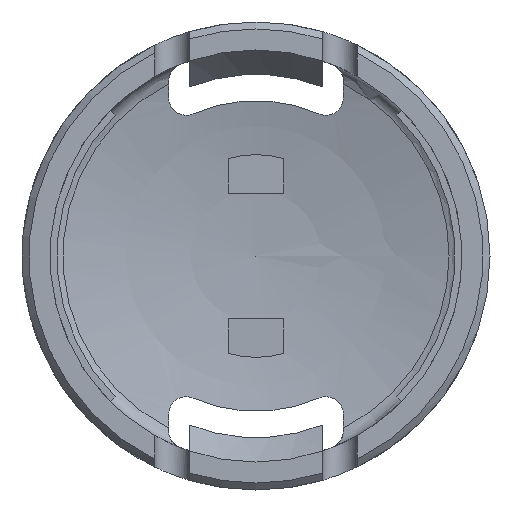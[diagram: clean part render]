
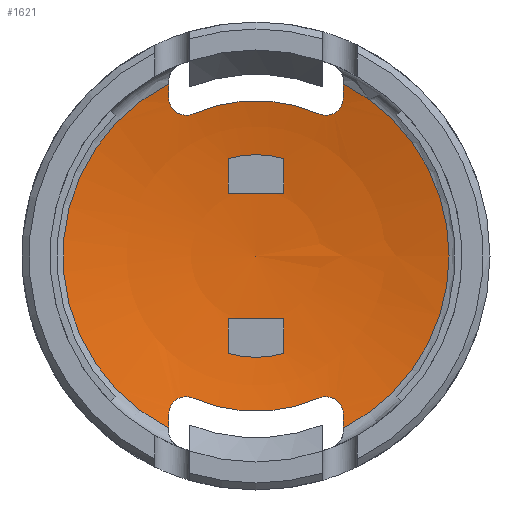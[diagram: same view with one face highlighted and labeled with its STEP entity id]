
A CAD part, front view. The second image highlights one B-rep face of the part: STEP entity #1621.
In plain terms, the highlighted spherical face has radius 21.7 mm.
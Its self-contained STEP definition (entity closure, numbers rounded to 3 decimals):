
#252=B_SPLINE_CURVE_WITH_KNOTS('',3,(#2171,#2172,#2173,#2174,#2175),
 .UNSPECIFIED.,.F.,.F.,(4,1,4),(0.,0.001,
0.001),.UNSPECIFIED.);
#253=B_SPLINE_CURVE_WITH_KNOTS('',3,(#2179,#2180,#2181,#2182,#2183),
 .UNSPECIFIED.,.F.,.F.,(4,1,4),(0.,0.001,
0.001),.UNSPECIFIED.);
#254=B_SPLINE_CURVE_WITH_KNOTS('',3,(#2191,#2192,#2193,#2194,#2195),
 .UNSPECIFIED.,.F.,.F.,(4,1,4),(0.,0.001,
0.001),.UNSPECIFIED.);
#255=B_SPLINE_CURVE_WITH_KNOTS('',3,(#2199,#2200,#2201,#2202,#2203),
 .UNSPECIFIED.,.F.,.F.,(4,1,4),(0.,0.001,
0.001),.UNSPECIFIED.);
#292=ORIENTED_EDGE('',*,*,#656,.F.);
#293=ORIENTED_EDGE('',*,*,#657,.F.);
#294=ORIENTED_EDGE('',*,*,#658,.T.);
#295=ORIENTED_EDGE('',*,*,#659,.F.);
#296=ORIENTED_EDGE('',*,*,#660,.F.);
#297=ORIENTED_EDGE('',*,*,#661,.F.);
#298=ORIENTED_EDGE('',*,*,#662,.F.);
#299=ORIENTED_EDGE('',*,*,#663,.T.);
#300=ORIENTED_EDGE('',*,*,#664,.F.);
#301=ORIENTED_EDGE('',*,*,#665,.T.);
#302=ORIENTED_EDGE('',*,*,#666,.F.);
#303=ORIENTED_EDGE('',*,*,#667,.F.);
#304=ORIENTED_EDGE('',*,*,#668,.T.);
#305=ORIENTED_EDGE('',*,*,#669,.F.);
#306=ORIENTED_EDGE('',*,*,#670,.F.);
#307=ORIENTED_EDGE('',*,*,#671,.T.);
#308=ORIENTED_EDGE('',*,*,#672,.F.);
#309=ORIENTED_EDGE('',*,*,#673,.F.);
#310=ORIENTED_EDGE('',*,*,#674,.T.);
#311=ORIENTED_EDGE('',*,*,#675,.F.);
#656=EDGE_CURVE('',#838,#839,#960,.T.);
#657=EDGE_CURVE('',#840,#838,#961,.F.);
#658=EDGE_CURVE('',#840,#841,#962,.F.);
#659=EDGE_CURVE('',#839,#841,#963,.F.);
#660=EDGE_CURVE('',#842,#843,#964,.F.);
#661=EDGE_CURVE('',#844,#842,#965,.T.);
#662=EDGE_CURVE('',#845,#844,#966,.F.);
#663=EDGE_CURVE('',#845,#843,#967,.F.);
#664=EDGE_CURVE('',#846,#847,#968,.F.);
#665=EDGE_CURVE('',#846,#848,#969,.T.);
#666=EDGE_CURVE('',#849,#848,#970,.F.);
#667=EDGE_CURVE('',#850,#849,#252,.T.);
#668=EDGE_CURVE('',#850,#851,#971,.T.);
#669=EDGE_CURVE('',#852,#851,#253,.T.);
#670=EDGE_CURVE('',#853,#852,#972,.F.);
#671=EDGE_CURVE('',#853,#854,#973,.T.);
#672=EDGE_CURVE('',#855,#854,#974,.F.);
#673=EDGE_CURVE('',#856,#855,#254,.T.);
#674=EDGE_CURVE('',#856,#857,#975,.T.);
#675=EDGE_CURVE('',#847,#857,#255,.T.);
#838=VERTEX_POINT('',#2149);
#839=VERTEX_POINT('',#2150);
#840=VERTEX_POINT('',#2152);
#841=VERTEX_POINT('',#2154);
#842=VERTEX_POINT('',#2157);
#843=VERTEX_POINT('',#2158);
#844=VERTEX_POINT('',#2160);
#845=VERTEX_POINT('',#2162);
#846=VERTEX_POINT('',#2165);
#847=VERTEX_POINT('',#2166);
#848=VERTEX_POINT('',#2168);
#849=VERTEX_POINT('',#2170);
#850=VERTEX_POINT('',#2176);
#851=VERTEX_POINT('',#2178);
#852=VERTEX_POINT('',#2184);
#853=VERTEX_POINT('',#2186);
#854=VERTEX_POINT('',#2188);
#855=VERTEX_POINT('',#2190);
#856=VERTEX_POINT('',#2196);
#857=VERTEX_POINT('',#2198);
#960=CIRCLE('',#1692,2.9);
#961=CIRCLE('',#1693,21.685);
#962=CIRCLE('',#1694,2.081);
#963=CIRCLE('',#1695,21.685);
#964=CIRCLE('',#1696,21.685);
#965=CIRCLE('',#1697,2.9);
#966=CIRCLE('',#1698,21.685);
#967=CIRCLE('',#1699,2.081);
#968=CIRCLE('',#1700,21.556);
#969=CIRCLE('',#1701,5.527);
#970=CIRCLE('',#1702,21.556);
#971=CIRCLE('',#1703,4.45);
#972=CIRCLE('',#1704,21.556);
#973=CIRCLE('',#1705,5.527);
#974=CIRCLE('',#1706,21.556);
#975=CIRCLE('',#1707,4.45);
#1018=EDGE_LOOP('',(#292,#293,#294,#295));
#1019=EDGE_LOOP('',(#296,#297,#298,#299));
#1020=EDGE_LOOP('',(#300,#301,#302,#303,#304,#305,#306,#307,#308,#309,#310,
#311));
#1090=FACE_BOUND('',#1018,.T.);
#1091=FACE_BOUND('',#1019,.T.);
#1092=FACE_BOUND('',#1020,.T.);
#1162=SPHERICAL_SURFACE('',#1691,21.7);
#1621=ADVANCED_FACE('',(#1090,#1091,#1092),#1162,.F.);
#1691=AXIS2_PLACEMENT_3D('',#2147,#1816,#1817);
#1692=AXIS2_PLACEMENT_3D('',#2148,#1818,#1819);
#1693=AXIS2_PLACEMENT_3D('',#2151,#1820,#1821);
#1694=AXIS2_PLACEMENT_3D('',#2153,#1822,#1823);
#1695=AXIS2_PLACEMENT_3D('',#2155,#1824,#1825);
#1696=AXIS2_PLACEMENT_3D('',#2156,#1826,#1827);
#1697=AXIS2_PLACEMENT_3D('',#2159,#1828,#1829);
#1698=AXIS2_PLACEMENT_3D('',#2161,#1830,#1831);
#1699=AXIS2_PLACEMENT_3D('',#2163,#1832,#1833);
#1700=AXIS2_PLACEMENT_3D('',#2164,#1834,#1835);
#1701=AXIS2_PLACEMENT_3D('',#2167,#1836,#1837);
#1702=AXIS2_PLACEMENT_3D('',#2169,#1838,#1839);
#1703=AXIS2_PLACEMENT_3D('',#2177,#1840,#1841);
#1704=AXIS2_PLACEMENT_3D('',#2185,#1842,#1843);
#1705=AXIS2_PLACEMENT_3D('',#2187,#1844,#1845);
#1706=AXIS2_PLACEMENT_3D('',#2189,#1846,#1847);
#1707=AXIS2_PLACEMENT_3D('',#2197,#1848,#1849);
#1816=DIRECTION('',(0.,-1.,0.));
#1817=DIRECTION('',(1.,0.,0.));
#1818=DIRECTION('',(0.,-1.,0.));
#1819=DIRECTION('',(0.,0.,-1.));
#1820=DIRECTION('',(1.,0.,0.));
#1821=DIRECTION('',(0.,0.,-1.));
#1822=DIRECTION('',(0.,1.,0.));
#1823=DIRECTION('',(0.,0.,1.));
#1824=DIRECTION('',(-1.,0.,0.));
#1825=DIRECTION('',(0.,0.,1.));
#1826=DIRECTION('',(1.,0.,0.));
#1827=DIRECTION('',(0.,0.,-1.));
#1828=DIRECTION('',(0.,-1.,0.));
#1829=DIRECTION('',(0.,0.,-1.));
#1830=DIRECTION('',(-1.,0.,0.));
#1831=DIRECTION('',(0.,0.,1.));
#1832=DIRECTION('',(0.,1.,0.));
#1833=DIRECTION('',(0.,0.,1.));
#1834=DIRECTION('',(1.,0.,0.));
#1835=DIRECTION('',(0.,0.,-1.));
#1836=DIRECTION('',(0.,-1.,0.));
#1837=DIRECTION('',(1.,0.,0.));
#1838=DIRECTION('',(1.,0.,0.));
#1839=DIRECTION('',(0.,0.,-1.));
#1840=DIRECTION('',(0.,-1.,0.));
#1841=DIRECTION('',(0.,0.,-1.));
#1842=DIRECTION('',(-1.,0.,0.));
#1843=DIRECTION('',(0.,0.,1.));
#1844=DIRECTION('',(0.,-1.,0.));
#1845=DIRECTION('',(1.,0.,0.));
#1846=DIRECTION('',(-1.,0.,0.));
#1847=DIRECTION('',(0.,0.,1.));
#1848=DIRECTION('',(0.,-1.,0.));
#1849=DIRECTION('',(0.,0.,-1.));
#2147=CARTESIAN_POINT('',(0.,-15.2,0.));
#2148=CARTESIAN_POINT('',(0.,6.305,0.));
#2149=CARTESIAN_POINT('',(-0.8,6.305,-2.787));
#2150=CARTESIAN_POINT('',(0.8,6.305,-2.787));
#2151=CARTESIAN_POINT('',(-0.8,-15.2,0.));
#2152=CARTESIAN_POINT('',(-0.8,6.4,-1.921));
#2153=CARTESIAN_POINT('',(0.,6.4,0.));
#2154=CARTESIAN_POINT('',(0.8,6.4,-1.921));
#2155=CARTESIAN_POINT('',(0.8,-15.2,0.));
#2156=CARTESIAN_POINT('',(-0.8,-15.2,0.));
#2157=CARTESIAN_POINT('',(-0.8,6.305,2.787));
#2158=CARTESIAN_POINT('',(-0.8,6.4,1.921));
#2159=CARTESIAN_POINT('',(0.,6.305,0.));
#2160=CARTESIAN_POINT('',(0.8,6.305,2.787));
#2161=CARTESIAN_POINT('',(0.8,-15.2,0.));
#2162=CARTESIAN_POINT('',(0.8,6.4,1.921));
#2163=CARTESIAN_POINT('',(0.,6.4,0.));
#2164=CARTESIAN_POINT('',(-2.5,-15.2,0.));
#2165=CARTESIAN_POINT('',(-2.5,5.784,4.93));
#2166=CARTESIAN_POINT('',(-2.5,5.875,4.528));
#2167=CARTESIAN_POINT('',(0.,5.784,0.));
#2168=CARTESIAN_POINT('',(-2.5,5.784,-4.93));
#2169=CARTESIAN_POINT('',(-2.5,-15.2,0.));
#2170=CARTESIAN_POINT('',(-2.5,5.875,-4.528));
#2171=CARTESIAN_POINT('',(-1.798,6.039,-4.071));
#2172=CARTESIAN_POINT('',(-1.953,6.039,-4.002));
#2173=CARTESIAN_POINT('',(-2.326,5.995,-4.041));
#2174=CARTESIAN_POINT('',(-2.5,5.91,-4.362));
#2175=CARTESIAN_POINT('',(-2.5,5.875,-4.528));
#2176=CARTESIAN_POINT('',(-1.798,6.039,-4.071));
#2177=CARTESIAN_POINT('',(0.,6.039,0.));
#2178=CARTESIAN_POINT('',(1.798,6.039,-4.071));
#2179=CARTESIAN_POINT('',(2.5,5.875,-4.528));
#2180=CARTESIAN_POINT('',(2.5,5.91,-4.362));
#2181=CARTESIAN_POINT('',(2.327,5.995,-4.041));
#2182=CARTESIAN_POINT('',(1.953,6.039,-4.002));
#2183=CARTESIAN_POINT('',(1.798,6.039,-4.071));
#2184=CARTESIAN_POINT('',(2.5,5.875,-4.528));
#2185=CARTESIAN_POINT('',(2.5,-15.2,0.));
#2186=CARTESIAN_POINT('',(2.5,5.784,-4.93));
#2187=CARTESIAN_POINT('',(0.,5.784,0.));
#2188=CARTESIAN_POINT('',(2.5,5.784,4.93));
#2189=CARTESIAN_POINT('',(2.5,-15.2,0.));
#2190=CARTESIAN_POINT('',(2.5,5.875,4.528));
#2191=CARTESIAN_POINT('',(1.798,6.039,4.071));
#2192=CARTESIAN_POINT('',(1.953,6.039,4.002));
#2193=CARTESIAN_POINT('',(2.326,5.995,4.041));
#2194=CARTESIAN_POINT('',(2.5,5.91,4.362));
#2195=CARTESIAN_POINT('',(2.5,5.875,4.528));
#2196=CARTESIAN_POINT('',(1.798,6.039,4.071));
#2197=CARTESIAN_POINT('',(0.,6.039,0.));
#2198=CARTESIAN_POINT('',(-1.798,6.039,4.071));
#2199=CARTESIAN_POINT('',(-2.5,5.875,4.528));
#2200=CARTESIAN_POINT('',(-2.5,5.91,4.362));
#2201=CARTESIAN_POINT('',(-2.327,5.995,4.041));
#2202=CARTESIAN_POINT('',(-1.953,6.039,4.002));
#2203=CARTESIAN_POINT('',(-1.798,6.039,4.071));
